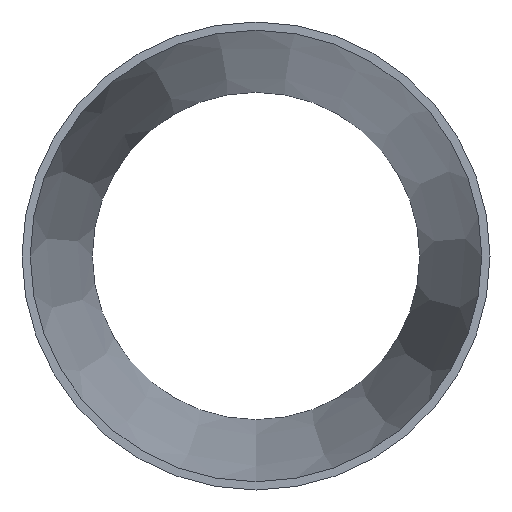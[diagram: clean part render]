
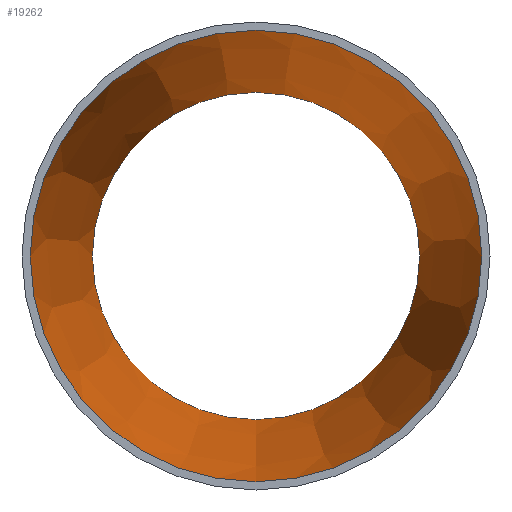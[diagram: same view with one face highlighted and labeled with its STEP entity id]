
A CAD part, front view. The second image highlights one B-rep face of the part: STEP entity #19262.
In plain terms, the highlighted conical face has half-angle 8.615 degrees and reference radius 55.127 mm.
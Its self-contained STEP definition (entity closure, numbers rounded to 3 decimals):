
#849 = DIRECTION ( 'NONE',  ( 0., 0., -1. ) ) ;
#2297 = CARTESIAN_POINT ( 'NONE',  ( 0., 0., 0. ) ) ;
#2890 = AXIS2_PLACEMENT_3D ( 'NONE', #12810, #7194, #20063 ) ;
#3037 = EDGE_CURVE ( 'NONE', #6776, #6776, #16023, .T. ) ;
#4596 = AXIS2_PLACEMENT_3D ( 'NONE', #19746, #10684, #13303 ) ;
#5219 = CARTESIAN_POINT ( 'NONE',  ( 0., 0., -55.127 ) ) ;
#6776 = VERTEX_POINT ( 'NONE', #14050 ) ;
#7194 = DIRECTION ( 'NONE',  ( 0., -1., 0. ) ) ;
#8215 = ORIENTED_EDGE ( 'NONE', *, *, #10839, .T. ) ;
#8986 = ORIENTED_EDGE ( 'NONE', *, *, #3037, .F. ) ;
#10684 = DIRECTION ( 'NONE',  ( 0., -1., 0. ) ) ;
#10808 = VERTEX_POINT ( 'NONE', #5219 ) ;
#10839 = EDGE_CURVE ( 'NONE', #10808, #10808, #19654, .T. ) ;
#12808 = CONICAL_SURFACE ( 'NONE', #2890, 55.127, 0.15 ) ;
#12810 = CARTESIAN_POINT ( 'NONE',  ( 0., 0., 0. ) ) ;
#12871 = EDGE_LOOP ( 'NONE', ( #8215 ) ) ;
#13303 = DIRECTION ( 'NONE',  ( 0., 0., -1. ) ) ;
#14050 = CARTESIAN_POINT ( 'NONE',  ( 0., 100., -39.977 ) ) ;
#16023 = CIRCLE ( 'NONE', #4596, 39.977 ) ;
#18039 = FACE_BOUND ( 'NONE', #21166, .T. ) ;
#18846 = DIRECTION ( 'NONE',  ( 0., -1., 0. ) ) ;
#19262 = ADVANCED_FACE ( 'NONE', ( #18039, #23511 ), #12808, .F. ) ;
#19654 = CIRCLE ( 'NONE', #21928, 55.127 ) ;
#19746 = CARTESIAN_POINT ( 'NONE',  ( 0., 100., 0. ) ) ;
#20063 = DIRECTION ( 'NONE',  ( 0., 0., -1. ) ) ;
#21166 = EDGE_LOOP ( 'NONE', ( #8986 ) ) ;
#21928 = AXIS2_PLACEMENT_3D ( 'NONE', #2297, #18846, #849 ) ;
#23511 = FACE_OUTER_BOUND ( 'NONE', #12871, .T. ) ;
